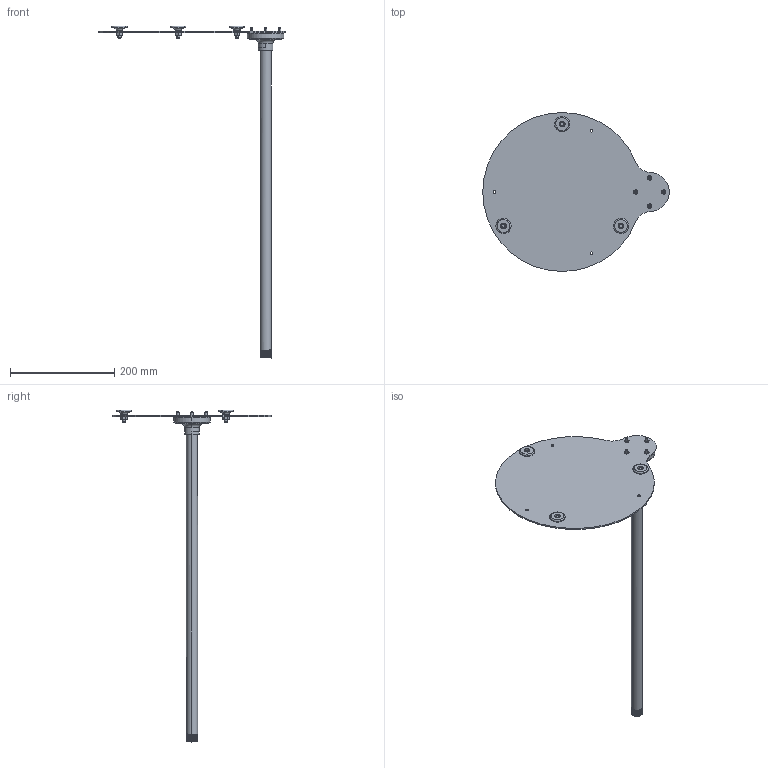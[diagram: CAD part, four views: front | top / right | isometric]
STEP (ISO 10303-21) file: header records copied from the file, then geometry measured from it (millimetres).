
FILE_DESCRIPTION((''),'2;1');
FILE_NAME('196675_ASM','2016-09-30T',('pdmadmin'),('BANNER ENGINEERING'),'PRO/ENGINEER BY PARAMETRIC TECHNOLOGY CORPORATION, 2016100','PRO/ENGINEER BY PARAMETRIC TECHNOLOGY CORPORATION, 2016100','');
FILE_SCHEMA(('CONFIG_CONTROL_DESIGN'));
Length unit declared in the file: inch
Products named in the file (12): 155598; 173122; 175524; 157441; 46903; 157445; 33766; 88256_ASM; 193850; MCMASTER_23015T81; 1_4_HEX_NUT; 196675_ASM
Assembly tree (27 placements, depth 3):
  196675_ASM
    155598
    88256_ASM
      173122
      175524
      157441  x4
      46903  x4
      157445  x4
      33766  x4
    193850
    MCMASTER_23015T81  x3
    1_4_HEX_NUT  x3
Bounding box: 357.58 x 304.74 x 636.87 mm (x, y, z)
Volume: 347529.2 mm3; surface area: 263389 mm2
Topology: 26 solids, 29 shells, 918 faces, 2219 edges, 1380 vertices
Faces by surface type: cylinder 328, plane 241, cone 174, bspline 97, torus 66, sphere 12
Entity records: 23970 total; most frequent: CARTESIAN_POINT 12235, ORIENTED_EDGE 2494, DIRECTION 2255, EDGE_CURVE 1253, AXIS2_PLACEMENT_3D 935, VERTEX_POINT 790, EDGE_LOOP 567, FACE_OUTER_BOUND 500
